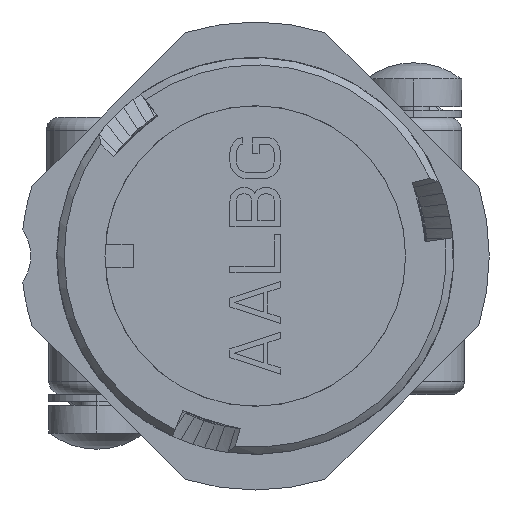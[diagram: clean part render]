
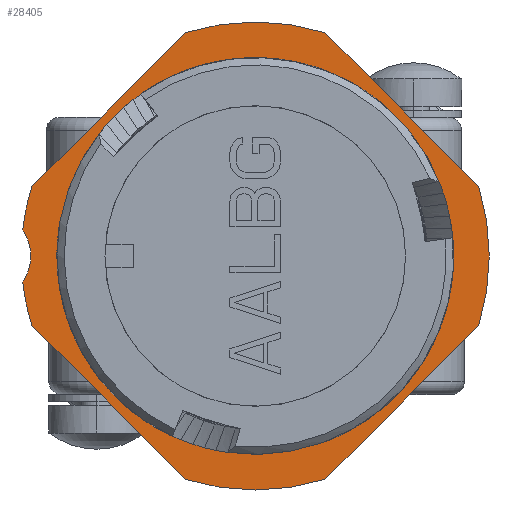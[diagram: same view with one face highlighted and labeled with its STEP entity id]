
A CAD part, left-side view. The second image highlights one B-rep face of the part: STEP entity #28405.
In plain terms, the highlighted planar face has unit normal (-1, 0, 0).
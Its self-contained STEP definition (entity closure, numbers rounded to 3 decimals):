
#575=CARTESIAN_POINT('',(14.2,0.,0.));
#576=DIRECTION('',(1.,0.,0.));
#577=DIRECTION('',(0.,1.,0.));
#578=AXIS2_PLACEMENT_3D('',#575,#576,#577);
#1544=CARTESIAN_POINT('',(14.2,0.,0.));
#1545=DIRECTION('',(-1.,0.,0.));
#1546=DIRECTION('',(0.,1.,0.));
#1547=AXIS2_PLACEMENT_3D('',#1544,#1545,#1546);
#2899=DIRECTION('',(0.,-0.707,0.707));
#2900=VECTOR('',#2899,15.011);
#2901=CARTESIAN_POINT('',(14.2,15.419,4.804));
#2902=LINE('1723',#2901,#2900);
#2903=CARTESIAN_POINT('',(14.2,0.,0.));
#2904=DIRECTION('',(-1.,0.,0.));
#2905=DIRECTION('',(0.,-0.297,0.955));
#2906=AXIS2_PLACEMENT_3D('',#2903,#2904,#2905);
#2908=DIRECTION('',(0.,-0.707,-0.707));
#2909=VECTOR('',#2908,15.011);
#2910=CARTESIAN_POINT('',(14.2,-4.804,15.419));
#2911=LINE('1725',#2910,#2909);
#2912=CARTESIAN_POINT('',(14.2,0.,0.));
#2913=DIRECTION('',(-1.,0.,0.));
#2914=DIRECTION('',(0.,-0.955,-0.297));
#2915=AXIS2_PLACEMENT_3D('',#2912,#2913,#2914);
#2917=DIRECTION('',(0.,0.707,-0.707));
#2918=VECTOR('',#2917,15.011);
#2919=CARTESIAN_POINT('',(14.2,-15.419,-4.804));
#2920=LINE('1727',#2919,#2918);
#2921=CARTESIAN_POINT('',(14.2,0.,0.));
#2922=DIRECTION('',(-1.,0.,0.));
#2923=DIRECTION('',(0.,0.297,-0.955));
#2924=AXIS2_PLACEMENT_3D('',#2921,#2922,#2923);
#2926=DIRECTION('',(0.,0.707,0.707));
#2927=VECTOR('',#2926,15.011);
#2928=CARTESIAN_POINT('',(14.2,4.804,-15.419));
#2929=LINE('1729',#2928,#2927);
#2930=CARTESIAN_POINT('',(14.2,0.,0.));
#2931=DIRECTION('',(-1.,0.,0.));
#2932=DIRECTION('',(0.,0.994,-0.111));
#2933=AXIS2_PLACEMENT_3D('',#2930,#2931,#2932);
#2935=CARTESIAN_POINT('',(14.2,18.675,0.));
#2936=DIRECTION('',(-1.,0.,0.));
#2937=DIRECTION('',(0.,-0.825,-0.564));
#2938=AXIS2_PLACEMENT_3D('',#2935,#2936,#2937);
#2940=CARTESIAN_POINT('',(14.2,0.,0.));
#2941=DIRECTION('',(-1.,0.,0.));
#2942=DIRECTION('',(0.,0.955,0.297));
#2943=AXIS2_PLACEMENT_3D('',#2940,#2941,#2942);
#18484=CARTESIAN_POINT('',(14.2,13.69,0.));
#18485=CARTESIAN_POINT('',(14.2,-13.69,0.));
#18486=VERTEX_POINT('',#18484);
#18487=VERTEX_POINT('',#18485);
#19014=CARTESIAN_POINT('',(14.2,15.419,4.804));
#19015=CARTESIAN_POINT('',(14.2,4.804,15.419));
#19016=VERTEX_POINT('',#19014);
#19017=VERTEX_POINT('',#19015);
#19018=CARTESIAN_POINT('',(14.2,-4.804,15.419));
#19019=VERTEX_POINT('',#19018);
#19020=CARTESIAN_POINT('',(14.2,-15.419,4.804));
#19021=VERTEX_POINT('',#19020);
#19022=CARTESIAN_POINT('',(14.2,-15.419,-4.804));
#19023=VERTEX_POINT('',#19022);
#19024=CARTESIAN_POINT('',(14.2,-4.804,-15.419));
#19025=VERTEX_POINT('',#19024);
#19026=CARTESIAN_POINT('',(14.2,4.804,-15.419));
#19027=VERTEX_POINT('',#19026);
#19028=CARTESIAN_POINT('',(14.2,15.419,-4.804));
#19029=VERTEX_POINT('',#19028);
#19030=CARTESIAN_POINT('',(14.2,16.05,1.795));
#19031=VERTEX_POINT('',#19030);
#19032=CARTESIAN_POINT('',(14.2,16.05,-1.795));
#19033=VERTEX_POINT('',#19032);
#28374=CARTESIAN_POINT('',(14.2,0.,0.));
#28375=DIRECTION('',(1.,0.,0.));
#28376=DIRECTION('',(0.,-1.,0.));
#28377=AXIS2_PLACEMENT_3D('',#28374,#28375,#28376);
#28378=PLANE('248',#28377);
#28380=ORIENTED_EDGE('1723',*,*,#28379,.T.);
#28382=ORIENTED_EDGE('1724',*,*,#28381,.F.);
#28384=ORIENTED_EDGE('1725',*,*,#28383,.T.);
#28386=ORIENTED_EDGE('1726',*,*,#28385,.F.);
#28388=ORIENTED_EDGE('1727',*,*,#28387,.T.);
#28390=ORIENTED_EDGE('1728',*,*,#28389,.F.);
#28392=ORIENTED_EDGE('1729',*,*,#28391,.T.);
#28394=ORIENTED_EDGE('1731',*,*,#28393,.F.);
#28396=ORIENTED_EDGE('1735',*,*,#28395,.T.);
#28398=ORIENTED_EDGE('1730',*,*,#28397,.F.);
#28399=EDGE_LOOP('248',(#28380,#28382,#28384,#28386,#28388,#28390,#28392,#28394,
#28396,#28398));
#28400=FACE_OUTER_BOUND('248',#28399,.F.);
#28401=ORIENTED_EDGE('1149',*,*,#24273,.T.);
#28402=ORIENTED_EDGE('1148',*,*,#21597,.F.);
#28403=EDGE_LOOP('248',(#28401,#28402));
#28404=FACE_BOUND('248',#28403,.F.);
#579=CIRCLE('1148',#578,13.69);
#1548=CIRCLE('1149',#1547,13.69);
#2907=CIRCLE('1724',#2906,16.15);
#2916=CIRCLE('1726',#2915,16.15);
#2925=CIRCLE('1728',#2924,16.15);
#2934=CIRCLE('1731',#2933,16.15);
#2939=CIRCLE('1735',#2938,3.18);
#2944=CIRCLE('1730',#2943,16.15);
#21597=EDGE_CURVE('1148',#18486,#18487,#579,.T.);
#24273=EDGE_CURVE('1149',#18486,#18487,#1548,.T.);
#28379=EDGE_CURVE('1723',#19016,#19017,#2902,.T.);
#28381=EDGE_CURVE('1724',#19019,#19017,#2907,.T.);
#28383=EDGE_CURVE('1725',#19019,#19021,#2911,.T.);
#28385=EDGE_CURVE('1726',#19023,#19021,#2916,.T.);
#28387=EDGE_CURVE('1727',#19023,#19025,#2920,.T.);
#28389=EDGE_CURVE('1728',#19027,#19025,#2925,.T.);
#28391=EDGE_CURVE('1729',#19027,#19029,#2929,.T.);
#28393=EDGE_CURVE('1731',#19033,#19029,#2934,.T.);
#28395=EDGE_CURVE('1735',#19033,#19031,#2939,.T.);
#28397=EDGE_CURVE('1730',#19016,#19031,#2944,.T.);
#28405=ADVANCED_FACE('248',(#28400,#28404),#28378,.F.);
